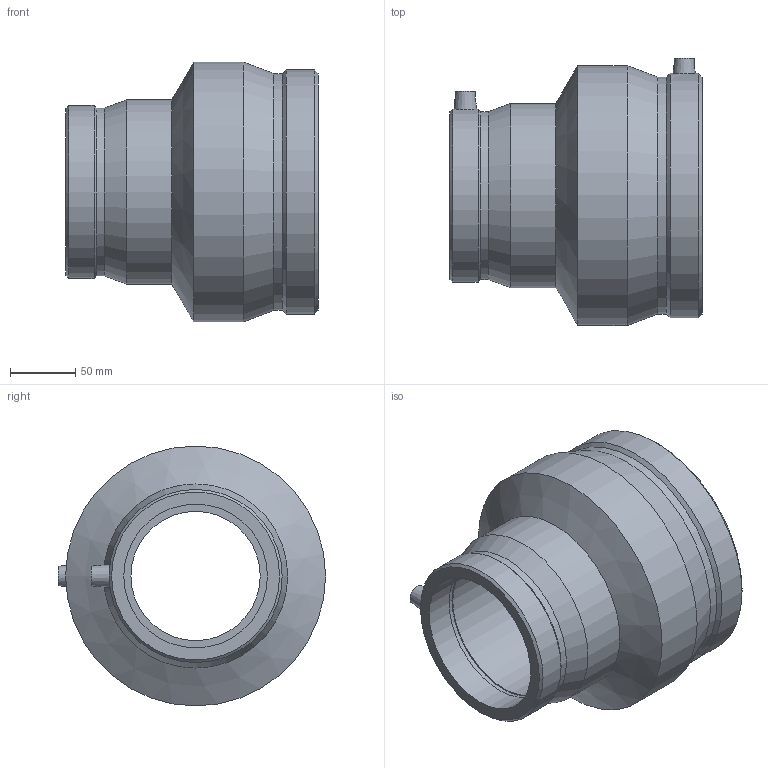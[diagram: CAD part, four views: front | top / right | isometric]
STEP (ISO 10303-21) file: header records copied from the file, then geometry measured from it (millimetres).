
FILE_DESCRIPTION(/* description */ ('PLASSON REDUCING COUPLER 160-110'),/* implementation_level */ '2;1');
FILE_NAME(/* name */ '491104160110.ipt.stp',/* time_stamp */ '2017-11-06T09:12:46+02:00',/* author */ ('KIM'),/* organization */ (''),/* preprocessor_version */ 'ST-DEVELOPER v15.6',/* originating_system */ 'Autodesk Inventor 2015',/* authorisation */ '');
FILE_SCHEMA (('AUTOMOTIVE_DESIGN { 1 0 10303 214 3 1 1 }'));
Length unit declared in the file: millimetre
Products named in the file (1): 491104160110
Bounding box: 193 x 204.5 x 199 mm (x, y, z)
Volume: 1436557.8 mm3; surface area: 218123 mm2
Topology: 1 solids, 1 shells, 39 faces, 74 edges, 45 vertices
Faces by surface type: cylinder 15, plane 12, cone 12
Full cylindrical faces by diameter (mm): 4 x2, 10 x2, 99 x1, 110 x2, 128.564 x1, 132.54 x1, 141 x1, 160 x2, 181.448 x1, 187.06 x1, 199 x1
Entity records: 872 total; most frequent: CARTESIAN_POINT 184, DIRECTION 154, EDGE_LOOP 78, ORIENTED_EDGE 78, AXIS2_PLACEMENT_3D 77, FACE_BOUND 39, FACE_OUTER_BOUND 39, VERTEX_POINT 39
